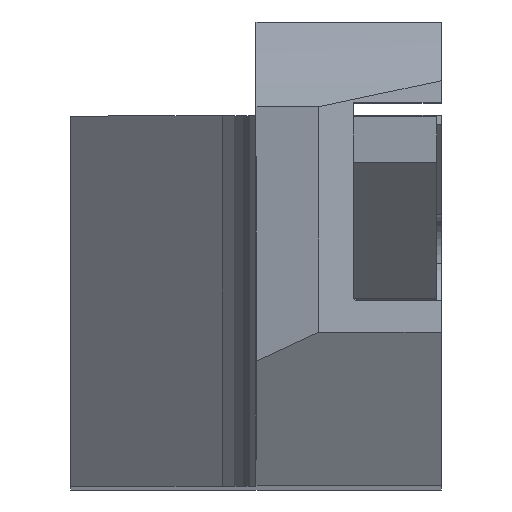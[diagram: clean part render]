
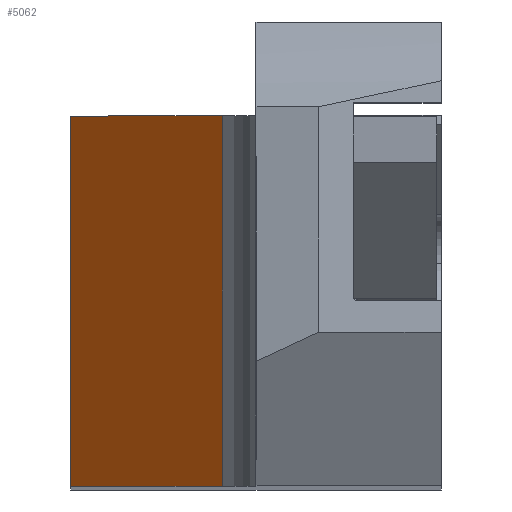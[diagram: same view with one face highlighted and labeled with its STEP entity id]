
A CAD part, top view. The second image highlights one B-rep face of the part: STEP entity #5062.
In plain terms, the highlighted planar face has unit normal (-0.707, 0, 0.707).
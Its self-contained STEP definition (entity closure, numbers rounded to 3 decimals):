
#86 = EDGE_CURVE ( 'NONE', #516, #6081, #838, .T. ) ;
#118 = LINE ( 'NONE', #5124, #4829 ) ;
#130 = PLANE ( 'NONE',  #3144 ) ;
#220 = FACE_OUTER_BOUND ( 'NONE', #3497, .T. ) ;
#234 = EDGE_CURVE ( 'NONE', #516, #5769, #2629, .T. ) ;
#516 = VERTEX_POINT ( 'NONE', #4372 ) ;
#599 = LINE ( 'NONE', #4003, #2969 ) ;
#672 = ORIENTED_EDGE ( 'NONE', *, *, #234, .T. ) ;
#695 = VECTOR ( 'NONE', #2679, 1000. ) ;
#838 = LINE ( 'NONE', #2352, #695 ) ;
#1078 = DIRECTION ( 'NONE',  ( 0., -1., 0. ) ) ;
#1397 = ORIENTED_EDGE ( 'NONE', *, *, #5199, .F. ) ;
#1630 = EDGE_CURVE ( 'NONE', #2757, #5769, #118, .T. ) ;
#2312 = DIRECTION ( 'NONE',  ( 0.707, 0., 0.707 ) ) ;
#2352 = CARTESIAN_POINT ( 'NONE',  ( -47.465, 0., -77.535 ) ) ;
#2473 = CARTESIAN_POINT ( 'NONE',  ( -8., 0., -38.07 ) ) ;
#2629 = LINE ( 'NONE', #4598, #4961 ) ;
#2679 = DIRECTION ( 'NONE',  ( -0.707, 0., -0.707 ) ) ;
#2757 = VERTEX_POINT ( 'NONE', #4306 ) ;
#2969 = VECTOR ( 'NONE', #5436, 1000. ) ;
#3144 = AXIS2_PLACEMENT_3D ( 'NONE', #4819, #3908, #1078 ) ;
#3497 = EDGE_LOOP ( 'NONE', ( #3748, #672, #3581, #1397 ) ) ;
#3581 = ORIENTED_EDGE ( 'NONE', *, *, #1630, .F. ) ;
#3748 = ORIENTED_EDGE ( 'NONE', *, *, #86, .F. ) ;
#3908 = DIRECTION ( 'NONE',  ( -0.707, 0., 0.707 ) ) ;
#4003 = CARTESIAN_POINT ( 'NONE',  ( -8., 16., -38.07 ) ) ;
#4306 = CARTESIAN_POINT ( 'NONE',  ( -8., 16., -38.07 ) ) ;
#4372 = CARTESIAN_POINT ( 'NONE',  ( -1.464, 0., -31.534 ) ) ;
#4563 = CARTESIAN_POINT ( 'NONE',  ( -1.464, 16., -31.534 ) ) ;
#4598 = CARTESIAN_POINT ( 'NONE',  ( -1.464, 16., -31.534 ) ) ;
#4819 = CARTESIAN_POINT ( 'NONE',  ( -8., 0., -38.07 ) ) ;
#4829 = VECTOR ( 'NONE', #2312, 1000. ) ;
#4961 = VECTOR ( 'NONE', #5554, 1000. ) ;
#5062 = ADVANCED_FACE ( 'NONE', ( #220 ), #130, .T. ) ;
#5124 = CARTESIAN_POINT ( 'NONE',  ( -47.465, 16., -77.535 ) ) ;
#5199 = EDGE_CURVE ( 'NONE', #6081, #2757, #599, .T. ) ;
#5436 = DIRECTION ( 'NONE',  ( 0., 1., 0. ) ) ;
#5554 = DIRECTION ( 'NONE',  ( 0., 1., 0. ) ) ;
#5769 = VERTEX_POINT ( 'NONE', #4563 ) ;
#6081 = VERTEX_POINT ( 'NONE', #2473 ) ;
